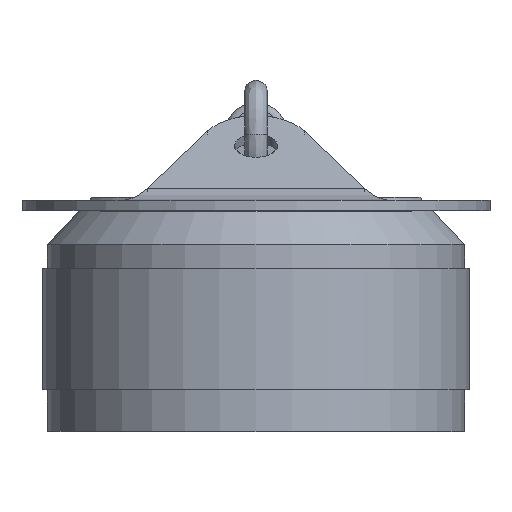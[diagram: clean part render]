
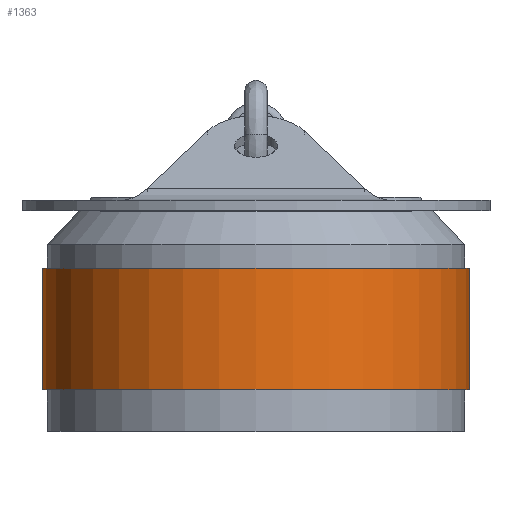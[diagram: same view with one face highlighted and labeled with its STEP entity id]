
A CAD part, top view. The second image highlights one B-rep face of the part: STEP entity #1363.
In plain terms, the highlighted cylindrical face has radius 15.875 mm (diameter 31.75 mm), a full revolution.
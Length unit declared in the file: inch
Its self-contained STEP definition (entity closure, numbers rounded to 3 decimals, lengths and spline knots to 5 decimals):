
#108 = DIRECTION ( 'NONE',  ( 0., 1., 0. ) ) ;
#455 = CARTESIAN_POINT ( 'NONE',  ( 0., 0.12205, 0.625 ) ) ;
#460 = FACE_OUTER_BOUND ( 'NONE', #2885, .T. ) ;
#477 = AXIS2_PLACEMENT_3D ( 'NONE', #2144, #1688, #2474 ) ;
#588 = ORIENTED_EDGE ( 'NONE', *, *, #777, .F. ) ;
#738 = CIRCLE ( 'NONE', #1733, 0.625 ) ;
#777 = EDGE_CURVE ( 'NONE', #2688, #2688, #1055, .T. ) ;
#965 = CYLINDRICAL_SURFACE ( 'NONE', #2370, 0.625 ) ;
#1055 = CIRCLE ( 'NONE', #477, 0.625 ) ;
#1085 = CARTESIAN_POINT ( 'NONE',  ( 0., 0.47805, 0.625 ) ) ;
#1113 = CARTESIAN_POINT ( 'NONE',  ( 0., 0.789, 0. ) ) ;
#1232 = DIRECTION ( 'NONE',  ( 0., 0., 1. ) ) ;
#1351 = VERTEX_POINT ( 'NONE', #455 ) ;
#1363 = ADVANCED_FACE ( 'NONE', ( #1670, #460 ), #965, .T. ) ;
#1416 = CARTESIAN_POINT ( 'NONE',  ( 0., 0.12205, 0. ) ) ;
#1647 = DIRECTION ( 'NONE',  ( 0., 0., 1. ) ) ;
#1670 = FACE_OUTER_BOUND ( 'NONE', #2609, .T. ) ;
#1688 = DIRECTION ( 'NONE',  ( 0., 1., 0. ) ) ;
#1733 = AXIS2_PLACEMENT_3D ( 'NONE', #1416, #108, #1647 ) ;
#2144 = CARTESIAN_POINT ( 'NONE',  ( 0., 0.47805, 0. ) ) ;
#2161 = DIRECTION ( 'NONE',  ( 0., 1., 0. ) ) ;
#2167 = EDGE_CURVE ( 'NONE', #1351, #1351, #738, .T. ) ;
#2370 = AXIS2_PLACEMENT_3D ( 'NONE', #1113, #2161, #1232 ) ;
#2474 = DIRECTION ( 'NONE',  ( 0., 0., 1. ) ) ;
#2609 = EDGE_LOOP ( 'NONE', ( #588 ) ) ;
#2643 = ORIENTED_EDGE ( 'NONE', *, *, #2167, .T. ) ;
#2688 = VERTEX_POINT ( 'NONE', #1085 ) ;
#2885 = EDGE_LOOP ( 'NONE', ( #2643 ) ) ;
